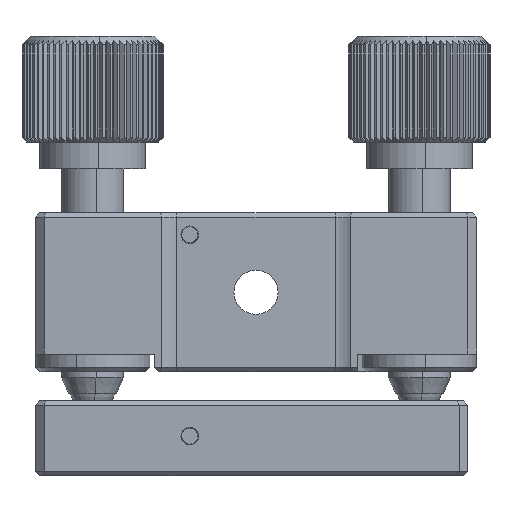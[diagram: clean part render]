
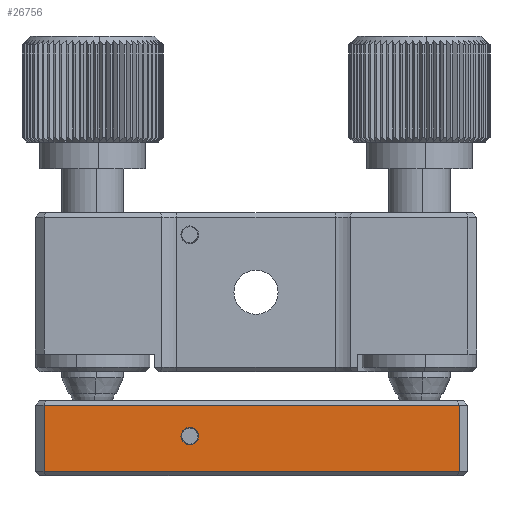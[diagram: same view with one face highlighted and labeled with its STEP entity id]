
A CAD part, left-side view. The second image highlights one B-rep face of the part: STEP entity #26756.
In plain terms, the highlighted planar face has unit normal (-1, 0, 0).
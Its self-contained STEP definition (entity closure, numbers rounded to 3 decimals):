
#270 = VECTOR ( 'NONE', #10855, 1000. ) ;
#490 = CIRCLE ( 'NONE', #21780, 1. ) ;
#1339 = VERTEX_POINT ( 'NONE', #27565 ) ;
#2295 = EDGE_LOOP ( 'NONE', ( #2310, #32678 ) ) ;
#2310 = ORIENTED_EDGE ( 'NONE', *, *, #3870, .F. ) ;
#2489 = LINE ( 'NONE', #3534, #23617 ) ;
#3095 = DIRECTION ( 'NONE',  ( 0., 0., -1. ) ) ;
#3423 = EDGE_LOOP ( 'NONE', ( #9550, #32138, #31629, #21424 ) ) ;
#3534 = CARTESIAN_POINT ( 'NONE',  ( -24., 21.883, 3.795 ) ) ;
#3661 = CARTESIAN_POINT ( 'NONE',  ( -24., -25.117, -3.705 ) ) ;
#3675 = EDGE_CURVE ( 'NONE', #17840, #18992, #2489, .T. ) ;
#3870 = EDGE_CURVE ( 'NONE', #1339, #23109, #490, .T. ) ;
#4471 = LINE ( 'NONE', #3661, #7656 ) ;
#4529 = CARTESIAN_POINT ( 'NONE',  ( -24., -25.117, -3.705 ) ) ;
#4747 = CIRCLE ( 'NONE', #19547, 1. ) ;
#5399 = CARTESIAN_POINT ( 'NONE',  ( -24., 5.383, 0.295 ) ) ;
#5671 = CARTESIAN_POINT ( 'NONE',  ( -24., 21.883, -3.705 ) ) ;
#7294 = DIRECTION ( 'NONE',  ( 0., 0., 1. ) ) ;
#7656 = VECTOR ( 'NONE', #21801, 1000. ) ;
#8127 = CARTESIAN_POINT ( 'NONE',  ( -24., 21.883, 3.795 ) ) ;
#9550 = ORIENTED_EDGE ( 'NONE', *, *, #21225, .T. ) ;
#10063 = EDGE_CURVE ( 'NONE', #17840, #24877, #18692, .T. ) ;
#10301 = EDGE_CURVE ( 'NONE', #23109, #1339, #4747, .T. ) ;
#10855 = DIRECTION ( 'NONE',  ( 0., 0., -1. ) ) ;
#11652 = CARTESIAN_POINT ( 'NONE',  ( -24., 5.383, 0.295 ) ) ;
#13887 = DIRECTION ( 'NONE',  ( 0., 0., 1. ) ) ;
#15595 = VERTEX_POINT ( 'NONE', #5671 ) ;
#16213 = EDGE_CURVE ( 'NONE', #15595, #24877, #4471, .T. ) ;
#17840 = VERTEX_POINT ( 'NONE', #19406 ) ;
#18202 = LINE ( 'NONE', #28803, #270 ) ;
#18692 = LINE ( 'NONE', #23358, #31848 ) ;
#18992 = VERTEX_POINT ( 'NONE', #8127 ) ;
#19406 = CARTESIAN_POINT ( 'NONE',  ( -24., -25.117, 3.795 ) ) ;
#19547 = AXIS2_PLACEMENT_3D ( 'NONE', #11652, #21547, #13887 ) ;
#20245 = DIRECTION ( 'NONE',  ( 1., 0., 0. ) ) ;
#21225 = EDGE_CURVE ( 'NONE', #18992, #15595, #18202, .T. ) ;
#21424 = ORIENTED_EDGE ( 'NONE', *, *, #3675, .T. ) ;
#21547 = DIRECTION ( 'NONE',  ( -1., 0., 0. ) ) ;
#21780 = AXIS2_PLACEMENT_3D ( 'NONE', #5399, #22564, #7294 ) ;
#21801 = DIRECTION ( 'NONE',  ( 0., -1., 0. ) ) ;
#22564 = DIRECTION ( 'NONE',  ( -1., 0., 0. ) ) ;
#23109 = VERTEX_POINT ( 'NONE', #25957 ) ;
#23358 = CARTESIAN_POINT ( 'NONE',  ( -24., -25.117, 4.295 ) ) ;
#23617 = VECTOR ( 'NONE', #24053, 1000. ) ;
#24053 = DIRECTION ( 'NONE',  ( 0., 1., 0. ) ) ;
#24877 = VERTEX_POINT ( 'NONE', #4529 ) ;
#25620 = FACE_BOUND ( 'NONE', #2295, .T. ) ;
#25702 = AXIS2_PLACEMENT_3D ( 'NONE', #28082, #20245, #30714 ) ;
#25734 = PLANE ( 'NONE',  #25702 ) ;
#25957 = CARTESIAN_POINT ( 'NONE',  ( -24., 5.383, -0.705 ) ) ;
#26756 = ADVANCED_FACE ( 'NONE', ( #25620, #27225 ), #25734, .F. ) ;
#27225 = FACE_OUTER_BOUND ( 'NONE', #3423, .T. ) ;
#27565 = CARTESIAN_POINT ( 'NONE',  ( -24., 5.383, 1.295 ) ) ;
#28082 = CARTESIAN_POINT ( 'NONE',  ( -24., -25.117, 4.295 ) ) ;
#28803 = CARTESIAN_POINT ( 'NONE',  ( -24., 21.883, 4.295 ) ) ;
#30714 = DIRECTION ( 'NONE',  ( 0., 0., -1. ) ) ;
#31629 = ORIENTED_EDGE ( 'NONE', *, *, #10063, .F. ) ;
#31848 = VECTOR ( 'NONE', #3095, 1000. ) ;
#32138 = ORIENTED_EDGE ( 'NONE', *, *, #16213, .T. ) ;
#32678 = ORIENTED_EDGE ( 'NONE', *, *, #10301, .F. ) ;
